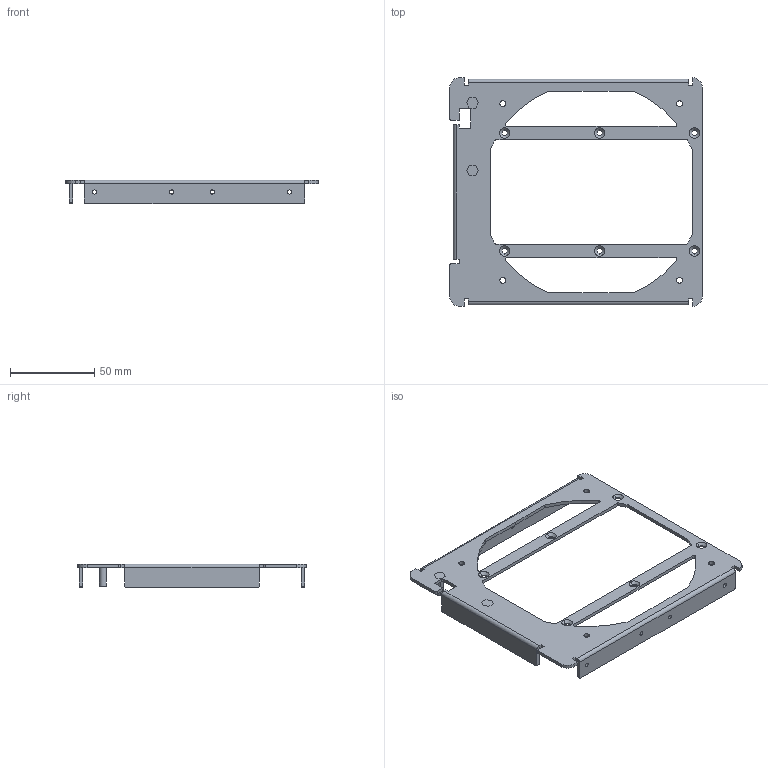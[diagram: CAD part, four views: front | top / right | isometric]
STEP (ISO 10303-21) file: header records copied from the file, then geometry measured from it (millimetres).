
FILE_DESCRIPTION((''),'2;1');
FILE_NAME('BAH0102V2_0_ASM','2018-06-14T',('bin'),(''),'CREO PARAMETRIC BY PTC INC, 2014350','CREO PARAMETRIC BY PTC INC, 2014350','');
FILE_SCHEMA(('CONFIG_CONTROL_DESIGN'));
Length unit declared in the file: millimetre
Products named in the file (3): BAH0102V2_0; CSS_M3X13; BAH0102V2_0_ASM
Assembly tree (3 placements, depth 2):
  BAH0102V2_0_ASM
    BAH0102V2_0
    CSS_M3X13  x2
Bounding box: 150 x 136 x 14 mm (x, y, z)
Volume: 25803.4 mm3; surface area: 29465.5 mm2
Topology: 3 solids, 3 shells, 183 faces, 485 edges, 308 vertices
Faces by surface type: plane 84, cylinder 83, cone 16
Entity records: 5440 total; most frequent: DIRECTION 967, CARTESIAN_POINT 910, ORIENTED_EDGE 898, EDGE_CURVE 449, AXIS2_PLACEMENT_3D 344, VERTEX_POINT 287, VECTOR 279, LINE 279
